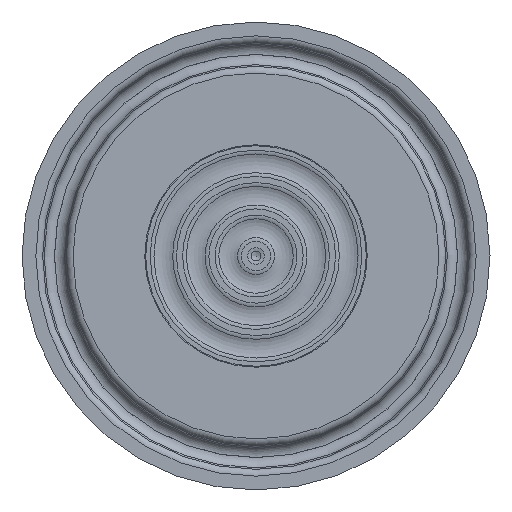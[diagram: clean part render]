
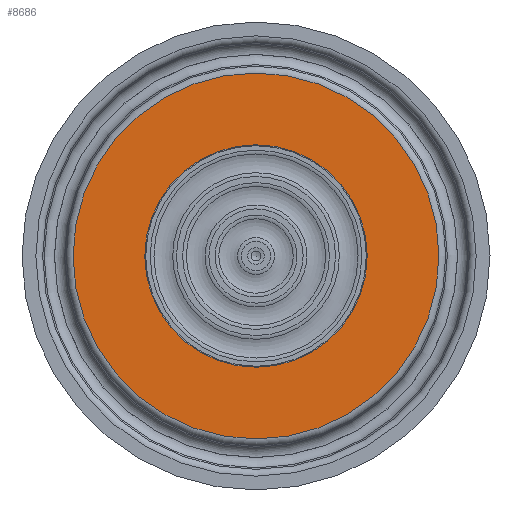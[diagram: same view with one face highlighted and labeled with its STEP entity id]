
A CAD part, left-side view. The second image highlights one B-rep face of the part: STEP entity #8686.
In plain terms, the highlighted planar face has unit normal (-1, 0, 0).
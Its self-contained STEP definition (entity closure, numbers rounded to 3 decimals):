
#1079=FACE_BOUND('',#2190,.T.);
#1139=PLANE('',#9209);
#1644=FACE_OUTER_BOUND('',#2189,.T.);
#2189=EDGE_LOOP('',(#7950));
#2190=EDGE_LOOP('',(#7951));
#3255=CIRCLE('',#9202,12.);
#3259=CIRCLE('',#9210,19.742);
#4126=VERTEX_POINT('',#27784);
#4128=VERTEX_POINT('',#27795);
#5410=EDGE_CURVE('',#4126,#4126,#3255,.T.);
#5415=EDGE_CURVE('',#4128,#4128,#3259,.T.);
#7950=ORIENTED_EDGE('',*,*,#5415,.F.);
#7951=ORIENTED_EDGE('',*,*,#5410,.T.);
#8686=ADVANCED_FACE('',(#1644,#1079),#1139,.T.);
#9202=AXIS2_PLACEMENT_3D('',#27785,#10510,#10511);
#9209=AXIS2_PLACEMENT_3D('',#27794,#10525,#10526);
#9210=AXIS2_PLACEMENT_3D('',#27796,#10527,#10528);
#10510=DIRECTION('center_axis',(1.,0.,0.));
#10511=DIRECTION('ref_axis',(0.,1.,0.));
#10525=DIRECTION('center_axis',(-1.,0.,0.));
#10526=DIRECTION('ref_axis',(0.,0.,1.));
#10527=DIRECTION('center_axis',(1.,0.,0.));
#10528=DIRECTION('ref_axis',(0.,0.,-1.));
#27784=CARTESIAN_POINT('',(0.,-12.,0.));
#27785=CARTESIAN_POINT('Origin',(0.,0.,
0.));
#27794=CARTESIAN_POINT('Origin',(0.,19.742,
0.));
#27795=CARTESIAN_POINT('',(0.,0.,19.742));
#27796=CARTESIAN_POINT('Origin',(0.,0.,0.));
